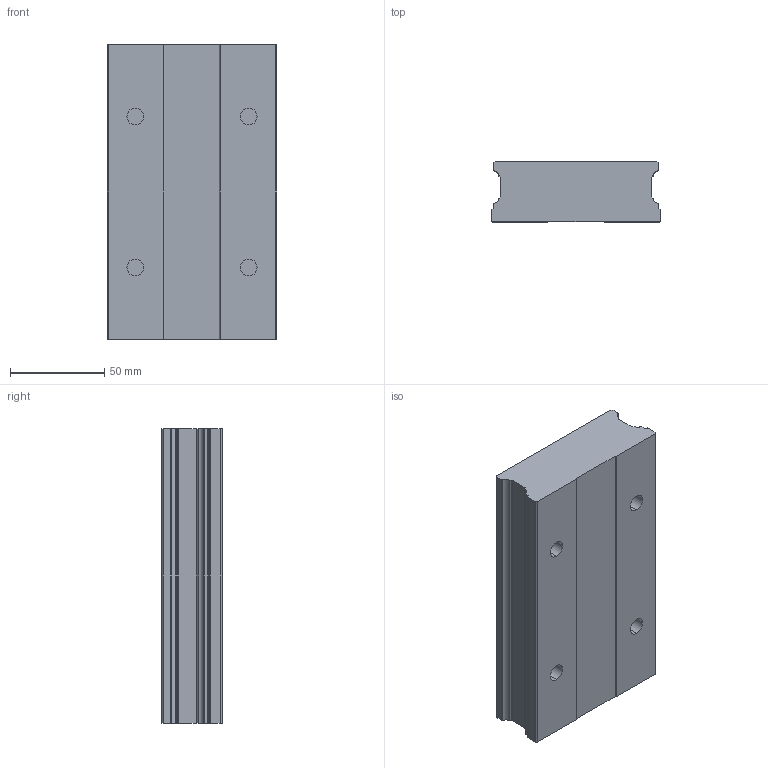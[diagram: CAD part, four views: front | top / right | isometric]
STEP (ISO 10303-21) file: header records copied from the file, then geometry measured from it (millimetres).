
FILE_DESCRIPTION (( 'STEP AP214' ), '1' );
FILE_NAME ('Rexroth-Ball-Rail-R167530431-156-38.step', '2020-07-02T11:39:11', ( '' ), ( '' ), 'SwSTEP 2.0', 'SolidWorks 2010', '' );
FILE_SCHEMA (( 'AUTOMOTIVE_DESIGN' ));
Length unit declared in the file: millimetre
Products named in the file (3): Rexroth-Ball-Rail-R167530431-156-38_Rail-1675-35-90-Hole-Plug-BoschRexroth; Rexroth-Hole-Plug-1605-300-80_Hole-Plug-35-90-BoschRexroth; Rexroth-Ball-Rail-R167530431-156-38
Assembly tree (5 placements, depth 2):
  Rexroth-Ball-Rail-R167530431-156-38
    Rexroth-Ball-Rail-R167530431-156-38_Rail-1675-35-90-Hole-Plug-BoschRexroth
    Rexroth-Hole-Plug-1605-300-80_Hole-Plug-35-90-BoschRexroth  x4
Bounding box: 90 x 32 x 156 mm (x, y, z)
Volume: 406482.8 mm3; surface area: 50159.5 mm2
Topology: 5 solids, 5 shells, 104 faces, 250 edges, 164 vertices
Faces by surface type: cylinder 46, plane 42, cone 16
Entity records: 2556 total; most frequent: DIRECTION 458, CARTESIAN_POINT 421, ORIENTED_EDGE 404, EDGE_CURVE 202, AXIS2_PLACEMENT_3D 171, VERTEX_POINT 134, LINE 116, VECTOR 116
